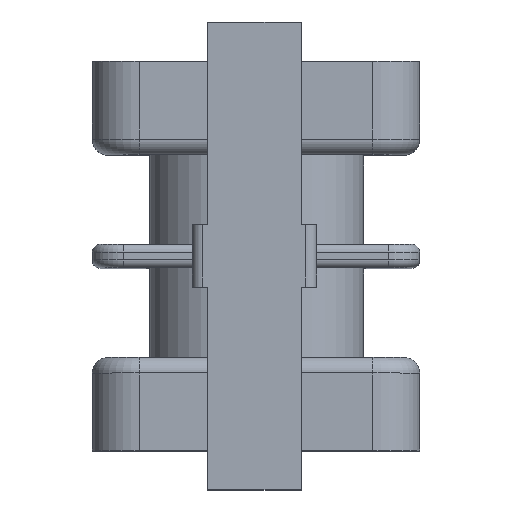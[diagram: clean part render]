
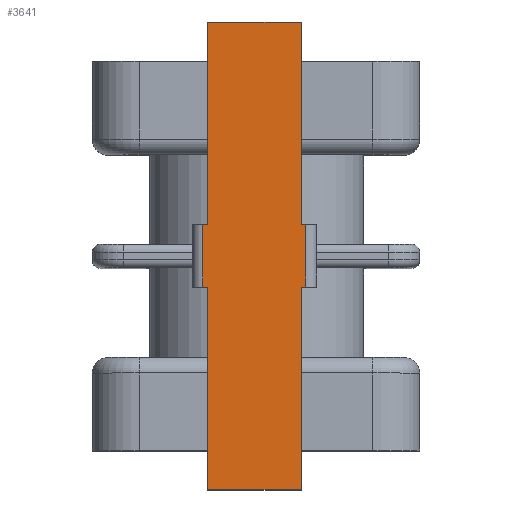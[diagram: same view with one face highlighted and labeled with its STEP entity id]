
A CAD part, top view. The second image highlights one B-rep face of the part: STEP entity #3641.
In plain terms, the highlighted planar face has unit normal (0, 0, 1).
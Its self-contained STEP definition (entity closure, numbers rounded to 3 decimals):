
#189=PLANE('',#4014);
#389=FACE_OUTER_BOUND('',#595,.T.);
#595=EDGE_LOOP('',(#3347,#3348,#3349,#3350,#3351,#3352,#3353,#3354,#3355,
#3356,#3357,#3358));
#903=LINE('',#6021,#1269);
#908=LINE('',#6033,#1274);
#918=LINE('',#6052,#1284);
#922=LINE('',#6061,#1288);
#928=LINE('',#6071,#1294);
#937=LINE('',#6097,#1303);
#942=LINE('',#6109,#1308);
#950=LINE('',#6123,#1316);
#954=LINE('',#6132,#1320);
#958=LINE('',#6139,#1324);
#961=LINE('',#6145,#1327);
#962=LINE('',#6147,#1328);
#1269=VECTOR('',#4982,10.);
#1274=VECTOR('',#4993,10.);
#1284=VECTOR('',#5005,10.);
#1288=VECTOR('',#5015,10.);
#1294=VECTOR('',#5023,10.);
#1303=VECTOR('',#5044,10.);
#1308=VECTOR('',#5055,10.);
#1316=VECTOR('',#5065,10.);
#1320=VECTOR('',#5075,10.);
#1324=VECTOR('',#5081,10.);
#1327=VECTOR('',#5090,10.);
#1328=VECTOR('',#5093,10.);
#1756=VERTEX_POINT('',#6018);
#1757=VERTEX_POINT('',#6020);
#1761=VERTEX_POINT('',#6032);
#1764=VERTEX_POINT('',#6041);
#1769=VERTEX_POINT('',#6050);
#1771=VERTEX_POINT('',#6060);
#1784=VERTEX_POINT('',#6094);
#1785=VERTEX_POINT('',#6096);
#1789=VERTEX_POINT('',#6108);
#1791=VERTEX_POINT('',#6115);
#1794=VERTEX_POINT('',#6121);
#1796=VERTEX_POINT('',#6131);
#2256=EDGE_CURVE('',#1756,#1757,#903,.T.);
#2262=EDGE_CURVE('',#1761,#1757,#908,.T.);
#2272=EDGE_CURVE('',#1769,#1764,#918,.T.);
#2276=EDGE_CURVE('',#1761,#1771,#922,.T.);
#2282=EDGE_CURVE('',#1756,#1764,#928,.T.);
#2294=EDGE_CURVE('',#1784,#1785,#937,.T.);
#2300=EDGE_CURVE('',#1789,#1785,#942,.T.);
#2308=EDGE_CURVE('',#1794,#1791,#950,.T.);
#2312=EDGE_CURVE('',#1789,#1796,#954,.T.);
#2316=EDGE_CURVE('',#1784,#1791,#958,.T.);
#2319=EDGE_CURVE('',#1769,#1796,#961,.T.);
#2320=EDGE_CURVE('',#1771,#1794,#962,.T.);
#3347=ORIENTED_EDGE('',*,*,#2294,.F.);
#3348=ORIENTED_EDGE('',*,*,#2316,.T.);
#3349=ORIENTED_EDGE('',*,*,#2308,.F.);
#3350=ORIENTED_EDGE('',*,*,#2320,.F.);
#3351=ORIENTED_EDGE('',*,*,#2276,.F.);
#3352=ORIENTED_EDGE('',*,*,#2262,.T.);
#3353=ORIENTED_EDGE('',*,*,#2256,.F.);
#3354=ORIENTED_EDGE('',*,*,#2282,.T.);
#3355=ORIENTED_EDGE('',*,*,#2272,.F.);
#3356=ORIENTED_EDGE('',*,*,#2319,.T.);
#3357=ORIENTED_EDGE('',*,*,#2312,.F.);
#3358=ORIENTED_EDGE('',*,*,#2300,.T.);
#3641=ADVANCED_FACE('',(#389),#189,.T.);
#4014=AXIS2_PLACEMENT_3D('',#6146,#5091,#5092);
#4982=DIRECTION('',(0.,1.,0.));
#4993=DIRECTION('',(-1.,0.,0.));
#5005=DIRECTION('',(0.,1.,0.));
#5015=DIRECTION('',(0.,1.,0.));
#5023=DIRECTION('',(1.,0.,0.));
#5044=DIRECTION('',(0.,-1.,0.));
#5055=DIRECTION('',(1.,0.,0.));
#5065=DIRECTION('',(0.,-1.,0.));
#5075=DIRECTION('',(0.,-1.,0.));
#5081=DIRECTION('',(-1.,0.,0.));
#5090=DIRECTION('',(1.,0.,0.));
#5091=DIRECTION('center_axis',(0.,0.,1.));
#5092=DIRECTION('ref_axis',(0.,-1.,0.));
#5093=DIRECTION('',(1.,0.,0.));
#6018=CARTESIAN_POINT('',(-1.7,-1.,19.75));
#6020=CARTESIAN_POINT('',(-1.7,1.,19.75));
#6021=CARTESIAN_POINT('',(-1.7,-3.75,19.75));
#6032=CARTESIAN_POINT('',(-1.55,1.,19.75));
#6033=CARTESIAN_POINT('',(-1.05,1.,19.75));
#6041=CARTESIAN_POINT('',(-1.55,-1.,19.75));
#6050=CARTESIAN_POINT('',(-1.55,-7.5,19.75));
#6052=CARTESIAN_POINT('',(-1.55,7.5,19.75));
#6060=CARTESIAN_POINT('',(-1.55,7.5,19.75));
#6061=CARTESIAN_POINT('',(-1.55,7.5,19.75));
#6071=CARTESIAN_POINT('',(-1.05,-1.,19.75));
#6094=CARTESIAN_POINT('',(1.6,1.,19.75));
#6096=CARTESIAN_POINT('',(1.6,-1.,19.75));
#6097=CARTESIAN_POINT('',(1.6,3.75,19.75));
#6108=CARTESIAN_POINT('',(1.45,-1.,19.75));
#6109=CARTESIAN_POINT('',(0.95,-1.,19.75));
#6115=CARTESIAN_POINT('',(1.45,1.,19.75));
#6121=CARTESIAN_POINT('',(1.45,7.5,19.75));
#6123=CARTESIAN_POINT('',(1.45,-7.5,19.75));
#6131=CARTESIAN_POINT('',(1.45,-7.5,19.75));
#6132=CARTESIAN_POINT('',(1.45,-7.5,19.75));
#6139=CARTESIAN_POINT('',(0.95,1.,19.75));
#6145=CARTESIAN_POINT('',(0.95,-7.5,19.75));
#6146=CARTESIAN_POINT('Origin',(0.95,7.5,19.75));
#6147=CARTESIAN_POINT('',(0.95,7.5,19.75));
